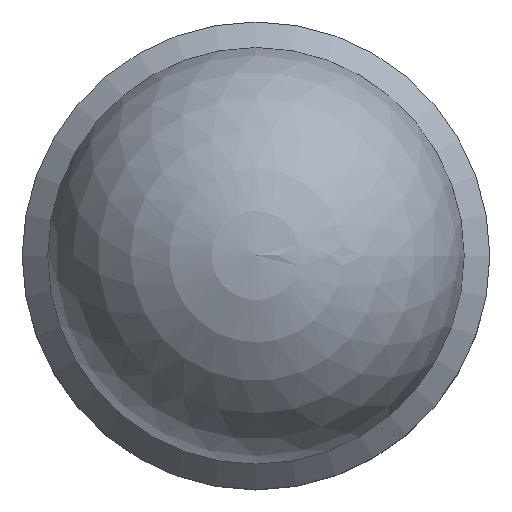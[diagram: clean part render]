
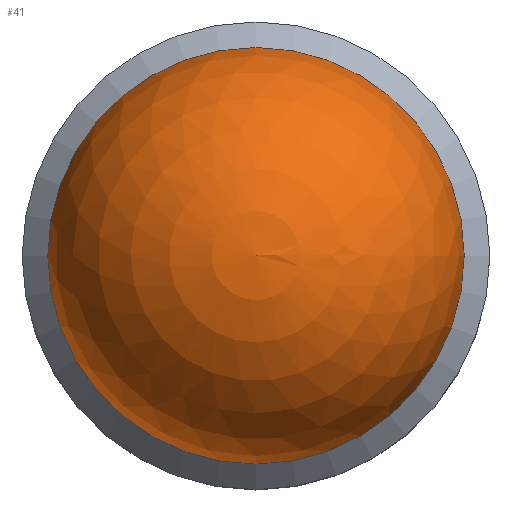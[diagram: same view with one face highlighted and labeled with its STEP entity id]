
A CAD part, top view. The second image highlights one B-rep face of the part: STEP entity #41.
In plain terms, the highlighted spherical face has radius 27 mm.
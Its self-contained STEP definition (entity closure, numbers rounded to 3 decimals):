
#41 = ADVANCED_FACE( '', ( #86 ), #87, .T. );
#86 = FACE_OUTER_BOUND( '', #137, .T. );
#87 = SPHERICAL_SURFACE( '', #138, 27. );
#137 = EDGE_LOOP( '', ( #192 ) );
#138 = AXIS2_PLACEMENT_3D( '', #193, #194, #195 );
#192 = ORIENTED_EDGE( '', *, *, #284, .T. );
#193 = CARTESIAN_POINT( '', ( 0., 0., 28.5 ) );
#194 = DIRECTION( '', ( 0., 0., 1. ) );
#195 = DIRECTION( '', ( 1., 0., 0. ) );
#284 = EDGE_CURVE( '', #328, #328, #329, .T. );
#328 = VERTEX_POINT( '', #389 );
#329 = CIRCLE( '', #390, 26.939 );
#389 = CARTESIAN_POINT( '', ( 26.939, 0., 30.311 ) );
#390 = AXIS2_PLACEMENT_3D( '', #441, #442, #443 );
#441 = CARTESIAN_POINT( '', ( 0., 0., 30.311 ) );
#442 = DIRECTION( '', ( 0., 0., 1. ) );
#443 = DIRECTION( '', ( 1., 0., 0. ) );
